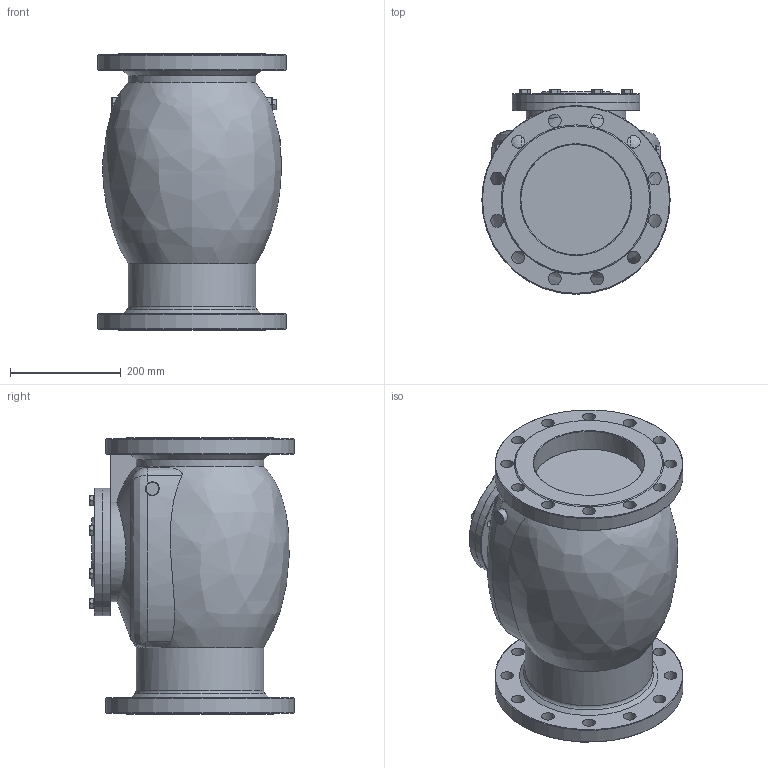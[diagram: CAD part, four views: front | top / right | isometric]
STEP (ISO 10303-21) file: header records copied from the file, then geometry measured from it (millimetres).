
FILE_DESCRIPTION(/* description */ (''),/* implementation_level */ '2;1');
FILE_NAME(/* name */ 'DN200_3D_STEP.stp',/* time_stamp */ '2024-04-01T10:58:24+03:00',/* author */ ('igorr'),/* organization */ (''),/* preprocessor_version */ 'ST-DEVELOPER v19.2',/* originating_system */ 'Autodesk Inventor 2023',/* authorisation */ '');
FILE_SCHEMA (('AUTOMOTIVE_DESIGN { 1 0 10303 214 3 1 1 }'));
Length unit declared in the file: millimetre
Products named in the file (3): Сборка; Деталь; AS 1110 - M12 x 20
Assembly tree (10 placements, depth 2):
  Сборка
    Деталь
    AS 1110 - M12 x 20  x9
Bounding box: 340 x 368.7 x 500 mm (x, y, z)
Volume: 28247114.9 mm3; surface area: 1054982.2 mm2
Topology: 10 solids, 10 shells, 410 faces, 975 edges, 612 vertices
Faces by surface type: plane 205, cylinder 79, cone 76, bspline 43, sphere 4, torus 3
Full cylindrical faces by diameter (mm): 12 x9, 13 x16, 18 x9, 23 x24, 25 x2, 150 x1, 200 x2, 230 x3, 340 x2
Entity records: 9561 total; most frequent: CARTESIAN_POINT 4099, ORIENTED_EDGE 1134, DIRECTION 880, EDGE_CURVE 567, VERTEX_POINT 372, AXIS2_PLACEMENT_3D 350, EDGE_LOOP 317, FACE_OUTER_BOUND 218
